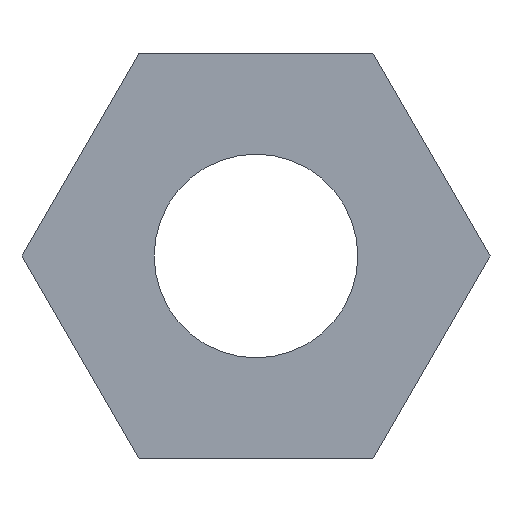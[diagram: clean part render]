
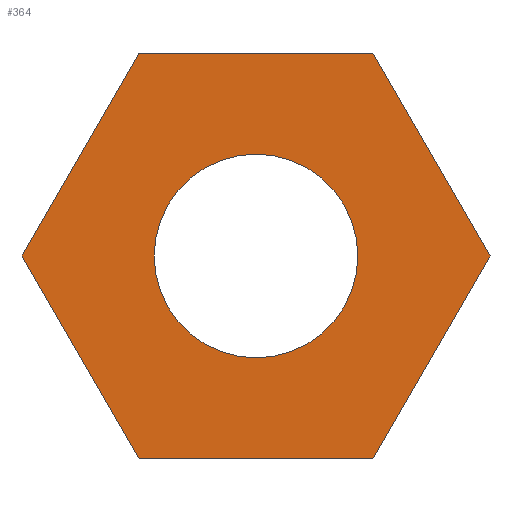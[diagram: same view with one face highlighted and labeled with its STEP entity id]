
A CAD part, front view. The second image highlights one B-rep face of the part: STEP entity #364.
In plain terms, the highlighted planar face has unit normal (0, -1, 0).
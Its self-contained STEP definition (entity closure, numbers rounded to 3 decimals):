
#21=FACE_BOUND('',#144,.T.);
#38=PLANE('',#417);
#58=LINE('',#608,#87);
#60=LINE('',#612,#89);
#62=LINE('',#616,#91);
#64=LINE('',#620,#93);
#66=LINE('',#624,#95);
#68=LINE('',#627,#97);
#87=VECTOR('',#499,10.);
#89=VECTOR('',#503,10.);
#91=VECTOR('',#507,10.);
#93=VECTOR('',#511,10.);
#95=VECTOR('',#515,10.);
#97=VECTOR('',#519,10.);
#119=FACE_OUTER_BOUND('',#143,.T.);
#143=EDGE_LOOP('',(#325,#326,#327,#328,#329,#330));
#144=EDGE_LOOP('',(#331));
#167=CIRCLE('',#410,1.);
#191=VERTEX_POINT('',#601);
#192=VERTEX_POINT('',#605);
#193=VERTEX_POINT('',#607);
#194=VERTEX_POINT('',#611);
#195=VERTEX_POINT('',#615);
#196=VERTEX_POINT('',#619);
#197=VERTEX_POINT('',#623);
#231=EDGE_CURVE('',#191,#191,#167,.T.);
#233=EDGE_CURVE('',#193,#192,#58,.T.);
#235=EDGE_CURVE('',#194,#193,#60,.T.);
#237=EDGE_CURVE('',#195,#194,#62,.T.);
#239=EDGE_CURVE('',#196,#195,#64,.T.);
#241=EDGE_CURVE('',#197,#196,#66,.T.);
#243=EDGE_CURVE('',#192,#197,#68,.T.);
#325=ORIENTED_EDGE('',*,*,#243,.T.);
#326=ORIENTED_EDGE('',*,*,#241,.T.);
#327=ORIENTED_EDGE('',*,*,#239,.T.);
#328=ORIENTED_EDGE('',*,*,#237,.T.);
#329=ORIENTED_EDGE('',*,*,#235,.T.);
#330=ORIENTED_EDGE('',*,*,#233,.T.);
#331=ORIENTED_EDGE('',*,*,#231,.T.);
#364=ADVANCED_FACE('',(#119,#21),#38,.T.);
#410=AXIS2_PLACEMENT_3D('',#603,#494,#495);
#417=AXIS2_PLACEMENT_3D('',#628,#520,#521);
#494=DIRECTION('center_axis',(0.,1.,0.));
#495=DIRECTION('ref_axis',(1.,0.,0.));
#499=DIRECTION('',(0.5,0.,-0.866));
#503=DIRECTION('',(-0.5,0.,-0.866));
#507=DIRECTION('',(-1.,0.,0.));
#511=DIRECTION('',(-0.5,0.,0.866));
#515=DIRECTION('',(0.5,0.,0.866));
#519=DIRECTION('',(1.,0.,0.));
#520=DIRECTION('center_axis',(0.,-1.,0.));
#521=DIRECTION('ref_axis',(0.,0.,-1.));
#601=CARTESIAN_POINT('',(-1.,-2.,0.));
#603=CARTESIAN_POINT('Origin',(0.,-2.,0.));
#605=CARTESIAN_POINT('',(-1.149,-2.,-1.99));
#607=CARTESIAN_POINT('',(-2.298,-2.,0.));
#608=CARTESIAN_POINT('',(-2.298,-2.,0.));
#611=CARTESIAN_POINT('',(-1.149,-2.,1.99));
#612=CARTESIAN_POINT('',(-1.149,-2.,1.99));
#615=CARTESIAN_POINT('',(1.149,-2.,1.99));
#616=CARTESIAN_POINT('',(1.149,-2.,1.99));
#619=CARTESIAN_POINT('',(2.298,-2.,0.));
#620=CARTESIAN_POINT('',(2.298,-2.,0.));
#623=CARTESIAN_POINT('',(1.149,-2.,-1.99));
#624=CARTESIAN_POINT('',(1.149,-2.,-1.99));
#627=CARTESIAN_POINT('',(-1.149,-2.,-1.99));
#628=CARTESIAN_POINT('Origin',(0.,-2.,0.));
